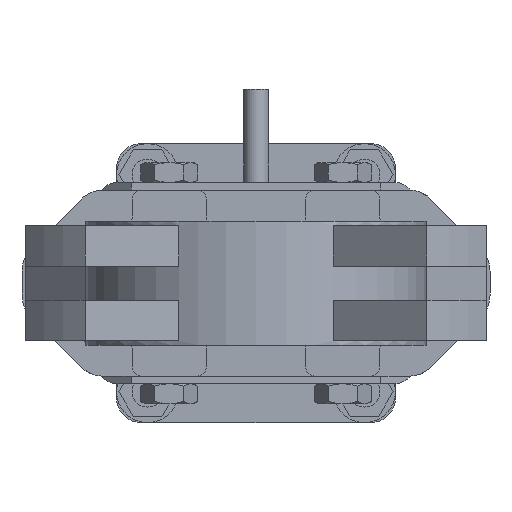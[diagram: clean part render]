
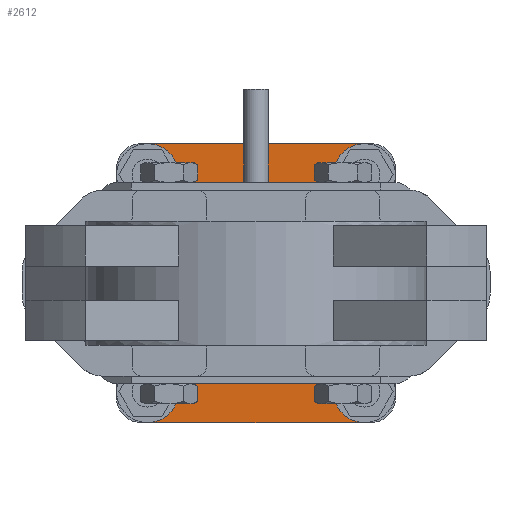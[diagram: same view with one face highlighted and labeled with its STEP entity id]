
A CAD part, front view. The second image highlights one B-rep face of the part: STEP entity #2612.
In plain terms, the highlighted planar face has unit normal (0, -1, 0).
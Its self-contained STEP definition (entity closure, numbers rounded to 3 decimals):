
#2612 = ADVANCED_FACE( '', ( #5514 ), #5515, .T. );
#5514 = FACE_OUTER_BOUND( '', #12278, .T. );
#5515 = PLANE( '', #12279 );
#12278 = EDGE_LOOP( '', ( #19857, #19858, #19859, #19860, #19861, #19862, #19863, #19864, #19865, #19866, #19867, #19868, #19869, #19870, #19871, #19872 ) );
#12279 = AXIS2_PLACEMENT_3D( '', #19873, #19874, #19875 );
#19857 = ORIENTED_EDGE( '', *, *, #20321, .F. );
#19858 = ORIENTED_EDGE( '', *, *, #22579, .F. );
#19859 = ORIENTED_EDGE( '', *, *, #22755, .F. );
#19860 = ORIENTED_EDGE( '', *, *, #21833, .F. );
#19861 = ORIENTED_EDGE( '', *, *, #22024, .T. );
#19862 = ORIENTED_EDGE( '', *, *, #21444, .F. );
#19863 = ORIENTED_EDGE( '', *, *, #22543, .F. );
#19864 = ORIENTED_EDGE( '', *, *, #21955, .F. );
#19865 = ORIENTED_EDGE( '', *, *, #22622, .T. );
#19866 = ORIENTED_EDGE( '', *, *, #21835, .F. );
#19867 = ORIENTED_EDGE( '', *, *, #22754, .F. );
#19868 = ORIENTED_EDGE( '', *, *, #23072, .F. );
#19869 = ORIENTED_EDGE( '', *, *, #22206, .F. );
#19870 = ORIENTED_EDGE( '', *, *, #22440, .F. );
#19871 = ORIENTED_EDGE( '', *, *, #22855, .F. );
#19872 = ORIENTED_EDGE( '', *, *, #22395, .F. );
#19873 = CARTESIAN_POINT( '', ( -36.246, 283., -36.246 ) );
#19874 = DIRECTION( '', ( 0., -1., 0. ) );
#19875 = DIRECTION( '', ( 0., 0., -1. ) );
#20321 = EDGE_CURVE( '', #23400, #23391, #23402, .T. );
#21444 = EDGE_CURVE( 'NONE', #25300, #25303, #25304, .T. );
#21833 = EDGE_CURVE( 'NONE', #25893, #25894, #25895, .T. );
#21835 = EDGE_CURVE( '', #25896, #25898, #25899, .T. );
#21955 = EDGE_CURVE( 'NONE', #26065, #26068, #26069, .T. );
#22024 = EDGE_CURVE( 'NONE', #25893, #25303, #26166, .T. );
#22206 = EDGE_CURVE( '', #26416, #26418, #26419, .T. );
#22395 = EDGE_CURVE( 'NONE', #23391, #26663, #26665, .T. );
#22440 = EDGE_CURVE( '', #26578, #26416, #26719, .T. );
#22543 = EDGE_CURVE( 'NONE', #26068, #25300, #26851, .T. );
#22579 = EDGE_CURVE( '', #26895, #23400, #26896, .T. );
#22622 = EDGE_CURVE( 'NONE', #26065, #25898, #26948, .T. );
#22754 = EDGE_CURVE( '', #27099, #25896, #27101, .T. );
#22755 = EDGE_CURVE( '', #25894, #26895, #27102, .T. );
#22855 = EDGE_CURVE( '', #26663, #26578, #27215, .T. );
#23072 = EDGE_CURVE( '', #26418, #27099, #27453, .T. );
#23391 = VERTEX_POINT( '', #27999 );
#23400 = VERTEX_POINT( '', #28012 );
#23402 = LINE( '', #28015, #28016 );
#25300 = VERTEX_POINT( 'NONE', #31646 );
#25303 = VERTEX_POINT( 'NONE', #31650 );
#25304 = LINE( '', #31651, #31652 );
#25893 = VERTEX_POINT( 'NONE', #32750 );
#25894 = VERTEX_POINT( '', #32751 );
#25895 = LINE( '', #32752, #32753 );
#25896 = VERTEX_POINT( '', #32754 );
#25898 = VERTEX_POINT( 'NONE', #32756 );
#25899 = LINE( '', #32757, #32758 );
#26065 = VERTEX_POINT( 'NONE', #33097 );
#26068 = VERTEX_POINT( 'NONE', #33101 );
#26069 = LINE( '', #33102, #33103 );
#26166 = CIRCLE( '', #33238, 25. );
#26416 = VERTEX_POINT( '', #33716 );
#26418 = VERTEX_POINT( '', #33719 );
#26419 = LINE( '', #33720, #33721 );
#26578 = VERTEX_POINT( '', #34047 );
#26663 = VERTEX_POINT( '', #34392 );
#26665 = CIRCLE( '', #34394, 10. );
#26719 = CIRCLE( '', #34474, 10. );
#26851 = CIRCLE( '', #35035, 5. );
#26895 = VERTEX_POINT( '', #35110 );
#26896 = CIRCLE( '', #35111, 10. );
#26948 = CIRCLE( '', #35187, 25. );
#27099 = VERTEX_POINT( '', #35483 );
#27101 = LINE( '', #35486, #35487 );
#27102 = LINE( '', #35488, #35489 );
#27215 = LINE( '', #35781, #35782 );
#27453 = CIRCLE( '', #36290, 10. );
#27999 = CARTESIAN_POINT( '', ( -35., 283., -45. ) );
#28012 = CARTESIAN_POINT( '', ( 35., 283., -45. ) );
#28015 = CARTESIAN_POINT( '', ( -36.246, 283., -45. ) );
#28016 = VECTOR( '', #36549, 1000. );
#31646 = CARTESIAN_POINT( '', ( -32.495, 283., -5. ) );
#31650 = CARTESIAN_POINT( '', ( -24.495, 283., -5. ) );
#31651 = CARTESIAN_POINT( '', ( -24.495, 283., -5. ) );
#31652 = VECTOR( '', #37904, 1000. );
#32750 = CARTESIAN_POINT( '', ( 21.564, 283., -12.649 ) );
#32751 = CARTESIAN_POINT( '', ( 45., 283., -12.649 ) );
#32752 = CARTESIAN_POINT( '', ( -70.975, 283., -12.649 ) );
#32753 = VECTOR( '', #38337, 1000. );
#32754 = CARTESIAN_POINT( '', ( 45., 283., 12.649 ) );
#32756 = CARTESIAN_POINT( '', ( 21.564, 283., 12.649 ) );
#32757 = CARTESIAN_POINT( '', ( -70.975, 283., 12.649 ) );
#32758 = VECTOR( '', #38341, 1000. );
#33097 = CARTESIAN_POINT( '', ( -24.495, 283., 5. ) );
#33101 = CARTESIAN_POINT( '', ( -32.495, 283., 5. ) );
#33102 = CARTESIAN_POINT( '', ( -32.495, 283., 5. ) );
#33103 = VECTOR( '', #38464, 1000. );
#33238 = AXIS2_PLACEMENT_3D( '', #38534, #38535, #38536 );
#33716 = CARTESIAN_POINT( '', ( -35., 283., 45. ) );
#33719 = CARTESIAN_POINT( '', ( 35., 283., 45. ) );
#33720 = CARTESIAN_POINT( '', ( -36.246, 283., 45. ) );
#33721 = VECTOR( '', #38708, 1000. );
#34047 = CARTESIAN_POINT( '', ( -45., 283., 35. ) );
#34392 = CARTESIAN_POINT( '', ( -45., 283., -35. ) );
#34394 = AXIS2_PLACEMENT_3D( '', #38849, #38850, #38851 );
#34474 = AXIS2_PLACEMENT_3D( '', #38884, #38885, #38886 );
#35035 = AXIS2_PLACEMENT_3D( '', #38957, #38958, #38959 );
#35110 = CARTESIAN_POINT( '', ( 45., 283., -35. ) );
#35111 = AXIS2_PLACEMENT_3D( '', #38985, #38986, #38987 );
#35187 = AXIS2_PLACEMENT_3D( '', #39018, #39019, #39020 );
#35483 = CARTESIAN_POINT( '', ( 45., 283., 35. ) );
#35486 = CARTESIAN_POINT( '', ( 45., 283., -36.246 ) );
#35487 = VECTOR( '', #39121, 1000. );
#35488 = CARTESIAN_POINT( '', ( 45., 283., -36.246 ) );
#35489 = VECTOR( '', #39122, 1000. );
#35781 = CARTESIAN_POINT( '', ( -45., 283., -36.246 ) );
#35782 = VECTOR( '', #39174, 1000. );
#36290 = AXIS2_PLACEMENT_3D( '', #39281, #39282, #39283 );
#36549 = DIRECTION( '', ( -1., 0., 0. ) );
#37904 = DIRECTION( '', ( 1., 0., 0. ) );
#38337 = DIRECTION( '', ( 1., 0., 0. ) );
#38341 = DIRECTION( '', ( -1., 0., 0. ) );
#38464 = DIRECTION( '', ( -1., 0., 0. ) );
#38534 = CARTESIAN_POINT( '', ( 0., 283., 0. ) );
#38535 = DIRECTION( '', ( 0., 1., 0. ) );
#38536 = DIRECTION( '', ( 0., 0., 1. ) );
#38708 = DIRECTION( '', ( 1., 0., 0. ) );
#38849 = CARTESIAN_POINT( '', ( -35., 283., -35. ) );
#38850 = DIRECTION( '', ( 0., -1., 0. ) );
#38851 = DIRECTION( '', ( 0., 0., -1. ) );
#38884 = CARTESIAN_POINT( '', ( -35., 283., 35. ) );
#38885 = DIRECTION( '', ( 0., -1., 0. ) );
#38886 = DIRECTION( '', ( 0., 0., -1. ) );
#38957 = CARTESIAN_POINT( '', ( -32.495, 283., 0. ) );
#38958 = DIRECTION( '', ( 0., -1., 0. ) );
#38959 = DIRECTION( '', ( 0., 0., -1. ) );
#38985 = CARTESIAN_POINT( '', ( 35., 283., -35. ) );
#38986 = DIRECTION( '', ( 0., -1., 0. ) );
#38987 = DIRECTION( '', ( 0., 0., -1. ) );
#39018 = CARTESIAN_POINT( '', ( 0., 283., 0. ) );
#39019 = DIRECTION( '', ( 0., 1., 0. ) );
#39020 = DIRECTION( '', ( 0., 0., 1. ) );
#39121 = DIRECTION( '', ( 0., 0., -1. ) );
#39122 = DIRECTION( '', ( 0., 0., -1. ) );
#39174 = DIRECTION( '', ( 0., 0., 1. ) );
#39281 = CARTESIAN_POINT( '', ( 35., 283., 35. ) );
#39282 = DIRECTION( '', ( 0., -1., 0. ) );
#39283 = DIRECTION( '', ( 0., 0., -1. ) );
